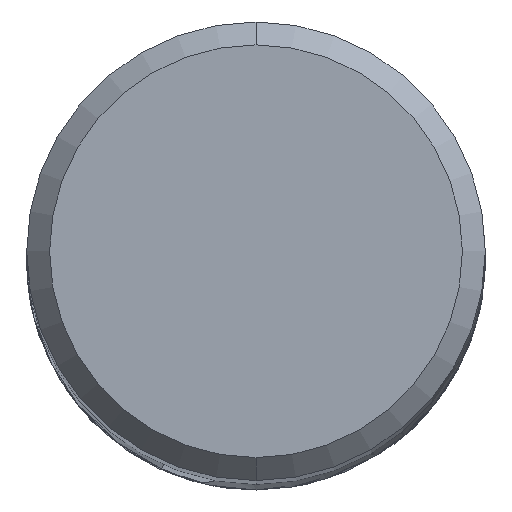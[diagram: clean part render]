
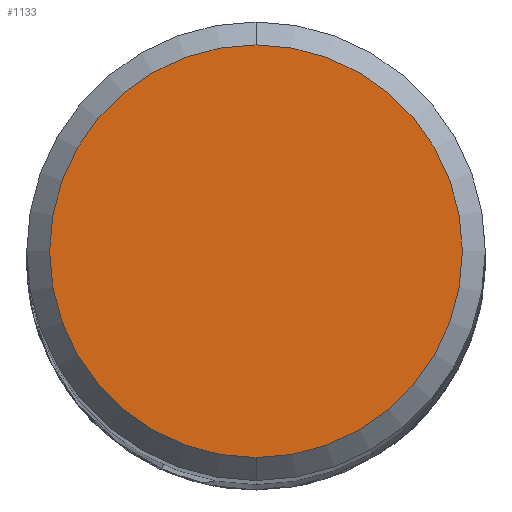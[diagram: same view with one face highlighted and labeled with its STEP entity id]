
A CAD part, top view. The second image highlights one B-rep face of the part: STEP entity #1133.
In plain terms, the highlighted planar face has unit normal (0, 0, 1).
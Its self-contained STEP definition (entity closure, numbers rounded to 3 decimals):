
#611=EDGE_CURVE('',#1181,#1333,#1533,.T.);
#721=EDGE_CURVE('',#1333,#1181,#1649,.T.);
#1133=ADVANCED_FACE('',(#2106),#2107,.T.);
#1181=VERTEX_POINT('',#2162);
#1333=VERTEX_POINT('',#2326);
#1533=CIRCLE('',#3743,3.6);
#1649=CIRCLE('',#4911,3.6);
#2106=FACE_OUTER_BOUND('',#10305,.T.);
#2107=PLANE('',#10306);
#2162=CARTESIAN_POINT('',(0.,-3.6,0.0));
#2326=CARTESIAN_POINT('',(0.0,3.6,0.0));
#3743=AXIS2_PLACEMENT_3D('',#13051,#13052,#13053);
#4911=AXIS2_PLACEMENT_3D('',#13120,#13121,#13122);
#10305=EDGE_LOOP('',(#13620,#13621));
#10306=AXIS2_PLACEMENT_3D('',#13622,#13623,#13624);
#13051=CARTESIAN_POINT('',(0.0,0.0,0.0));
#13052=DIRECTION('',(0.0,0.0,-1.0));
#13053=DIRECTION('',(0.0,1.0,0.0));
#13120=CARTESIAN_POINT('',(0.0,0.0,0.0));
#13121=DIRECTION('',(0.0,0.0,-1.0));
#13122=DIRECTION('',(0.0,1.0,0.0));
#13620=ORIENTED_EDGE('',*,*,#721,.F.);
#13621=ORIENTED_EDGE('',*,*,#611,.F.);
#13622=CARTESIAN_POINT('',(0.0,1.8,0.0));
#13623=DIRECTION('',(-0.0,0.0,1.0));
#13624=DIRECTION('',(0.0,-1.0,0.0));
